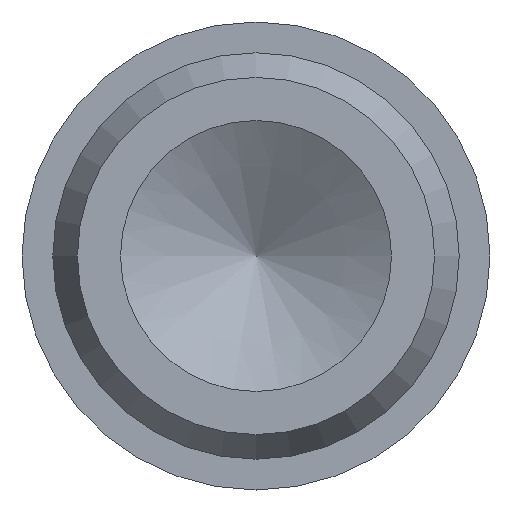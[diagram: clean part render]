
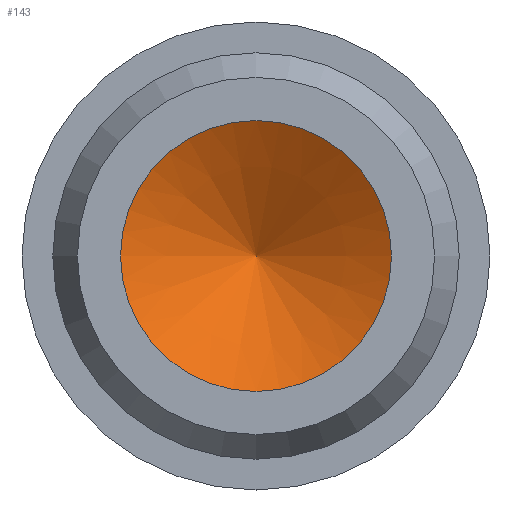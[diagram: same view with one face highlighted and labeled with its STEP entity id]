
A CAD part, left-side view. The second image highlights one B-rep face of the part: STEP entity #143.
In plain terms, the highlighted conical face has half-angle 60 degrees and reference radius 3 mm.
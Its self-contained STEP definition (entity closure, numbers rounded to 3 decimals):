
#129=VERTEX_LOOP('',#236);
#135=CONICAL_SURFACE('',#281,3.,60.);
#143=ADVANCED_FACE('',(#169,#170),#135,.F.);
#169=FACE_BOUND('',#193,.T.);
#170=FACE_BOUND('',#129,.T.);
#193=EDGE_LOOP('',(#217));
#217=ORIENTED_EDGE('',*,*,#248,.F.);
#235=VERTEX_POINT('',#367);
#236=VERTEX_POINT('',#368);
#248=EDGE_CURVE('',#235,#235,#260,.T.);
#260=CIRCLE('',#280,5.5);
#280=AXIS2_PLACEMENT_3D('',#366,#322,#323);
#281=AXIS2_PLACEMENT_3D('',#369,#324,#325);
#322=DIRECTION('',(1.,0.,0.));
#323=DIRECTION('',(0.,-1.,0.));
#324=DIRECTION('',(-1.,0.,0.));
#325=DIRECTION('',(0.,1.,0.));
#366=CARTESIAN_POINT('',(18.211,49.,0.));
#367=CARTESIAN_POINT('',(18.211,43.5,0.));
#368=CARTESIAN_POINT('',(21.387,49.,0.));
#369=CARTESIAN_POINT('',(19.655,49.,0.));
